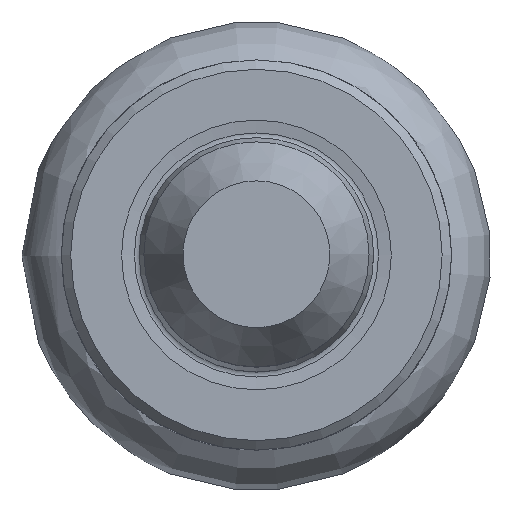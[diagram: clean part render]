
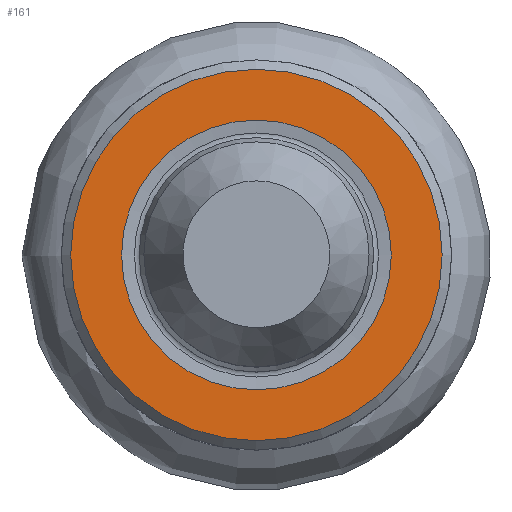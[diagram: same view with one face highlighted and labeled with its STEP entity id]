
A CAD part, top view. The second image highlights one B-rep face of the part: STEP entity #161.
In plain terms, the highlighted planar face has unit normal (0, 0, 1).
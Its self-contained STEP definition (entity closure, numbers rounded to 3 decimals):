
#108=PLANE('',#644);
#161=ADVANCED_FACE('CU_SU1',(#224,#225),#108,.F.);
#224=FACE_BOUND('',#280,.T.);
#225=FACE_BOUND('',#281,.T.);
#280=EDGE_LOOP('',(#356));
#281=EDGE_LOOP('',(#357));
#356=ORIENTED_EDGE('',*,*,#471,.F.);
#357=ORIENTED_EDGE('',*,*,#472,.T.);
#429=VERTEX_POINT('',#950);
#430=VERTEX_POINT('',#953);
#471=EDGE_CURVE('',#429,#429,#508,.T.);
#472=EDGE_CURVE('',#430,#430,#509,.T.);
#508=CIRCLE('',#641,9.9);
#509=CIRCLE('',#643,7.19);
#641=AXIS2_PLACEMENT_3D('',#949,#762,#763);
#643=AXIS2_PLACEMENT_3D('',#952,#766,#767);
#644=AXIS2_PLACEMENT_3D('',#954,#768,#769);
#762=DIRECTION('',(0.,0.,-1.));
#763=DIRECTION('',(-1.,0.,0.));
#766=DIRECTION('',(0.,0.,-1.));
#767=DIRECTION('',(-1.,0.,0.));
#768=DIRECTION('',(0.,0.,-1.));
#769=DIRECTION('',(-1.,0.,0.));
#949=CARTESIAN_POINT('',(0.,0.,0.));
#950=CARTESIAN_POINT('',(-9.9,0.,0.));
#952=CARTESIAN_POINT('',(0.,0.,0.));
#953=CARTESIAN_POINT('',(-7.19,0.,0.));
#954=CARTESIAN_POINT('',(0.,7.19,0.));
